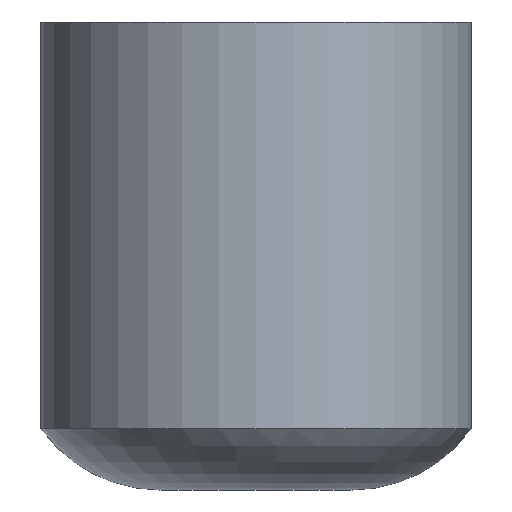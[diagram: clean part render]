
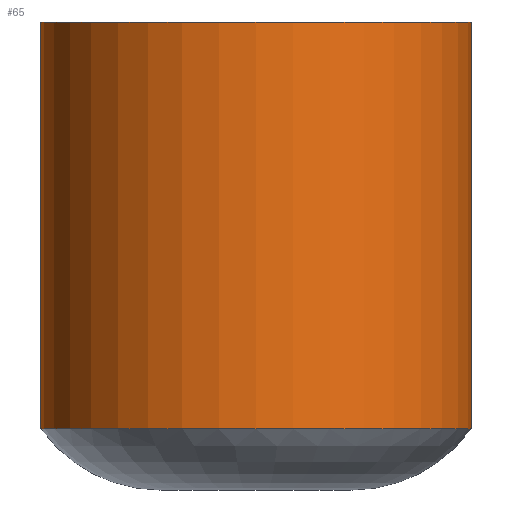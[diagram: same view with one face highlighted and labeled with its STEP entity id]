
A CAD part, front view. The second image highlights one B-rep face of the part: STEP entity #65.
In plain terms, the highlighted cylindrical face has radius 3.035 mm (diameter 6.071 mm), a partial arc.
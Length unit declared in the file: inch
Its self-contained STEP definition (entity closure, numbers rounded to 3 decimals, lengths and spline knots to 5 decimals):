
#23 = EDGE_CURVE ( 'NONE', #180, #224, #262, .T. ) ;
#26 = EDGE_CURVE ( 'NONE', #268, #224, #257, .T. ) ;
#29 = EDGE_CURVE ( 'NONE', #184, #180, #263, .T. ) ;
#35 = AXIS2_PLACEMENT_3D ( 'NONE', #135, #172, #86 ) ;
#36 = AXIS2_PLACEMENT_3D ( 'NONE', #73, #83, #118 ) ;
#39 = AXIS2_PLACEMENT_3D ( 'NONE', #126, #123, #122 ) ;
#54 = EDGE_CURVE ( 'NONE', #184, #268, #255, .T. ) ;
#65 = ADVANCED_FACE ( 'NONE', ( #273 ), #252, .T. ) ;
#73 = CARTESIAN_POINT ( 'NONE',  ( 0., 0., 0. ) ) ;
#74 = DIRECTION ( 'NONE',  ( 0., 0., -1. ) ) ;
#75 = CARTESIAN_POINT ( 'NONE',  ( 0.1195, 0., 0. ) ) ;
#80 = CARTESIAN_POINT ( 'NONE',  ( -0.1195, 0., 0. ) ) ;
#83 = DIRECTION ( 'NONE',  ( 0., 0., -1. ) ) ;
#85 = DIRECTION ( 'NONE',  ( 0., 0., -1. ) ) ;
#86 = DIRECTION ( 'NONE',  ( -1., 0., 0. ) ) ;
#118 = DIRECTION ( 'NONE',  ( -1., 0., 0. ) ) ;
#122 = DIRECTION ( 'NONE',  ( -1., 0., 0. ) ) ;
#123 = DIRECTION ( 'NONE',  ( 0., 0., -1. ) ) ;
#126 = CARTESIAN_POINT ( 'NONE',  ( 0., 0., 0.25396 ) ) ;
#135 = CARTESIAN_POINT ( 'NONE',  ( 0., 0., 0.02801 ) ) ;
#140 = CARTESIAN_POINT ( 'NONE',  ( -0.1195, 0., 0.02801 ) ) ;
#143 = CARTESIAN_POINT ( 'NONE',  ( 0.1195, 0., 0.25396 ) ) ;
#148 = CARTESIAN_POINT ( 'NONE',  ( 0.1195, 0., 0.02801 ) ) ;
#149 = CARTESIAN_POINT ( 'NONE',  ( -0.1195, 0., 0.25396 ) ) ;
#172 = DIRECTION ( 'NONE',  ( 0., 0., -1. ) ) ;
#178 = ORIENTED_EDGE ( 'NONE', *, *, #29, .F. ) ;
#180 = VERTEX_POINT ( 'NONE', #148 ) ;
#184 = VERTEX_POINT ( 'NONE', #143 ) ;
#187 = ORIENTED_EDGE ( 'NONE', *, *, #54, .T. ) ;
#223 = ORIENTED_EDGE ( 'NONE', *, *, #23, .F. ) ;
#224 = VERTEX_POINT ( 'NONE', #140 ) ;
#252 = CYLINDRICAL_SURFACE ( 'NONE', #36, 0.1195 ) ;
#255 = CIRCLE ( 'NONE', #39, 0.1195 ) ;
#257 = LINE ( 'NONE', #80, #259 ) ;
#259 = VECTOR ( 'NONE', #85, 39.37008 ) ;
#262 = CIRCLE ( 'NONE', #35, 0.1195 ) ;
#263 = LINE ( 'NONE', #75, #266 ) ;
#266 = VECTOR ( 'NONE', #74, 39.37008 ) ;
#268 = VERTEX_POINT ( 'NONE', #149 ) ;
#273 = FACE_OUTER_BOUND ( 'NONE', #289, .T. ) ;
#282 = ORIENTED_EDGE ( 'NONE', *, *, #26, .T. ) ;
#289 = EDGE_LOOP ( 'NONE', ( #178, #187, #282, #223 ) ) ;
